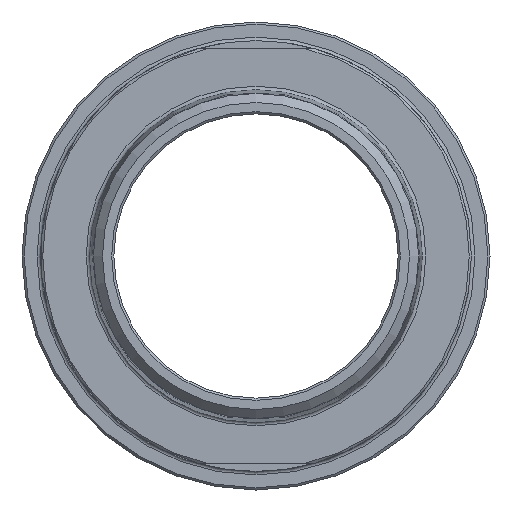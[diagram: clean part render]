
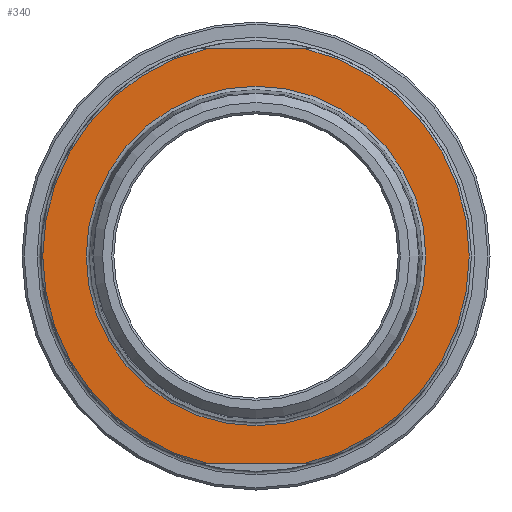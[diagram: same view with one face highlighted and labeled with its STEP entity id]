
A CAD part, left-side view. The second image highlights one B-rep face of the part: STEP entity #340.
In plain terms, the highlighted planar face has unit normal (-1, 0, 0).
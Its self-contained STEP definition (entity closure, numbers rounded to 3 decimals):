
#28=FACE_BOUND('',#87,.T.);
#34=CIRCLE('',#384,48.75);
#35=CIRCLE('',#385,48.75);
#36=CIRCLE('',#386,38.818);
#65=FACE_OUTER_BOUND('',#86,.T.);
#86=EDGE_LOOP('',(#244,#245,#246,#247));
#87=EDGE_LOOP('',(#248));
#110=LINE('',#563,#127);
#114=LINE('',#582,#131);
#127=VECTOR('',#434,10.);
#131=VECTOR('',#444,10.);
#146=VERTEX_POINT('',#549);
#150=VERTEX_POINT('',#559);
#152=VERTEX_POINT('',#568);
#156=VERTEX_POINT('',#578);
#157=VERTEX_POINT('',#588);
#183=EDGE_CURVE('',#146,#150,#110,.T.);
#190=EDGE_CURVE('',#152,#156,#114,.T.);
#192=EDGE_CURVE('',#152,#150,#34,.T.);
#193=EDGE_CURVE('',#146,#156,#35,.T.);
#194=EDGE_CURVE('',#157,#157,#36,.T.);
#244=ORIENTED_EDGE('',*,*,#183,.T.);
#245=ORIENTED_EDGE('',*,*,#192,.F.);
#246=ORIENTED_EDGE('',*,*,#190,.T.);
#247=ORIENTED_EDGE('',*,*,#193,.F.);
#248=ORIENTED_EDGE('',*,*,#194,.F.);
#332=PLANE('',#383);
#340=ADVANCED_FACE('',(#65,#28),#332,.T.);
#383=AXIS2_PLACEMENT_3D('',#585,#449,#450);
#384=AXIS2_PLACEMENT_3D('',#586,#451,#452);
#385=AXIS2_PLACEMENT_3D('',#587,#453,#454);
#386=AXIS2_PLACEMENT_3D('',#589,#455,#456);
#434=DIRECTION('',(0.,1.,0.));
#444=DIRECTION('',(0.,-1.,0.));
#449=DIRECTION('center_axis',(-1.,0.,0.));
#450=DIRECTION('ref_axis',(0.,0.,1.));
#451=DIRECTION('center_axis',(1.,0.,0.));
#452=DIRECTION('ref_axis',(0.,-1.,0.));
#453=DIRECTION('center_axis',(1.,0.,0.));
#454=DIRECTION('ref_axis',(0.,-1.,0.));
#455=DIRECTION('center_axis',(-1.,0.,0.));
#456=DIRECTION('ref_axis',(0.,-1.,0.));
#549=CARTESIAN_POINT('',(-25.,-10.969,47.5));
#559=CARTESIAN_POINT('',(-25.,10.969,47.5));
#563=CARTESIAN_POINT('',(-25.,-11.298,47.5));
#568=CARTESIAN_POINT('',(-25.,10.969,-47.5));
#578=CARTESIAN_POINT('',(-25.,-10.969,-47.5));
#582=CARTESIAN_POINT('',(-25.,62.158,-47.5));
#585=CARTESIAN_POINT('Origin',(-25.,49.25,0.));
#586=CARTESIAN_POINT('Origin',(-25.,0.,0.));
#587=CARTESIAN_POINT('Origin',(-25.,0.,0.));
#588=CARTESIAN_POINT('',(-25.,0.,38.818));
#589=CARTESIAN_POINT('Origin',(-25.,0.,0.));
